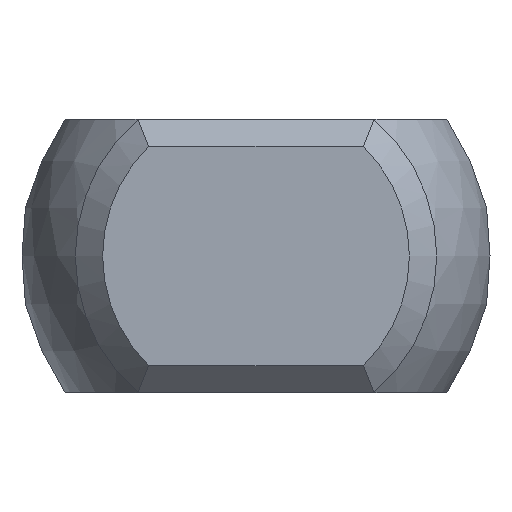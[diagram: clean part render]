
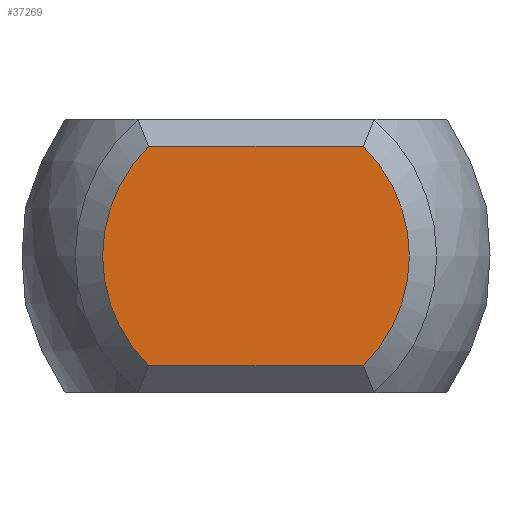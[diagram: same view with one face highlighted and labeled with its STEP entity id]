
A CAD part, left-side view. The second image highlights one B-rep face of the part: STEP entity #37269.
In plain terms, the highlighted planar face has unit normal (-1, 0, 0).
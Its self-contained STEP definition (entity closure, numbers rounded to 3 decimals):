
#35658 = PLANE('',#35659);
#35659 = AXIS2_PLACEMENT_3D('',#35660,#35661,#35662);
#35660 = CARTESIAN_POINT('',(-24.75,3.125,2.25));
#35661 = DIRECTION('',(-0.707,0.,0.707));
#35662 = DIRECTION('',(0.707,0.,0.707));
#36913 = EDGE_CURVE('',#36914,#36916,#36918,.T.);
#36914 = VERTEX_POINT('',#36915);
#36915 = CARTESIAN_POINT('',(-25.,-1.96,-2.));
#36916 = VERTEX_POINT('',#36917);
#36917 = CARTESIAN_POINT('',(-25.,1.96,-2.));
#36918 = SURFACE_CURVE('',#36919,(#36923,#36935),.PCURVE_S1.);
#36919 = LINE('',#36920,#36921);
#36920 = CARTESIAN_POINT('',(-25.,-3.125,-2.));
#36921 = VECTOR('',#36922,1.);
#36922 = DIRECTION('',(0.,1.,0.));
#36923 = PCURVE('',#36924,#36929);
#36924 = PLANE('',#36925);
#36925 = AXIS2_PLACEMENT_3D('',#36926,#36927,#36928);
#36926 = CARTESIAN_POINT('',(-24.75,-3.125,-2.25));
#36927 = DIRECTION('',(-0.707,0.,
    -0.707));
#36928 = DIRECTION('',(-0.707,0.,0.707));
#36929 = DEFINITIONAL_REPRESENTATION('',(#36930),#36934);
#36930 = LINE('',#36931,#36932);
#36931 = CARTESIAN_POINT('',(0.354,0.));
#36932 = VECTOR('',#36933,1.);
#36933 = DIRECTION('',(0.,1.));
#36934 = ( GEOMETRIC_REPRESENTATION_CONTEXT(2) 
PARAMETRIC_REPRESENTATION_CONTEXT() REPRESENTATION_CONTEXT('2D SPACE',''
  ) );
#36935 = PCURVE('',#36936,#36941);
#36936 = PLANE('',#36937);
#36937 = AXIS2_PLACEMENT_3D('',#36938,#36939,#36940);
#36938 = CARTESIAN_POINT('',(-25.,0.,0.));
#36939 = DIRECTION('',(1.,0.,0.));
#36940 = DIRECTION('',(0.,0.,-1.));
#36941 = DEFINITIONAL_REPRESENTATION('',(#36942),#36946);
#36942 = LINE('',#36943,#36944);
#36943 = CARTESIAN_POINT('',(2.,-3.125));
#36944 = VECTOR('',#36945,1.);
#36945 = DIRECTION('',(0.,1.));
#36946 = ( GEOMETRIC_REPRESENTATION_CONTEXT(2) 
PARAMETRIC_REPRESENTATION_CONTEXT() REPRESENTATION_CONTEXT('2D SPACE',''
  ) );
#36966 = CONICAL_SURFACE('',#36967,3.05,0.785);
#36967 = AXIS2_PLACEMENT_3D('',#36968,#36969,#36970);
#36968 = CARTESIAN_POINT('',(-24.75,0.,0.));
#36969 = DIRECTION('',(1.,0.,0.));
#36970 = DIRECTION('',(-0.,1.,0.));
#37016 = CONICAL_SURFACE('',#37017,3.05,0.785);
#37017 = AXIS2_PLACEMENT_3D('',#37018,#37019,#37020);
#37018 = CARTESIAN_POINT('',(-24.75,0.,0.));
#37019 = DIRECTION('',(1.,0.,0.));
#37020 = DIRECTION('',(0.,-1.,0.));
#37030 = EDGE_CURVE('',#37031,#37033,#37035,.T.);
#37031 = VERTEX_POINT('',#37032);
#37032 = CARTESIAN_POINT('',(-25.,1.96,2.));
#37033 = VERTEX_POINT('',#37034);
#37034 = CARTESIAN_POINT('',(-25.,-1.96,2.));
#37035 = SURFACE_CURVE('',#37036,(#37040,#37047),.PCURVE_S1.);
#37036 = LINE('',#37037,#37038);
#37037 = CARTESIAN_POINT('',(-25.,3.125,2.));
#37038 = VECTOR('',#37039,1.);
#37039 = DIRECTION('',(0.,-1.,0.));
#37040 = PCURVE('',#35658,#37041);
#37041 = DEFINITIONAL_REPRESENTATION('',(#37042),#37046);
#37042 = LINE('',#37043,#37044);
#37043 = CARTESIAN_POINT('',(-0.354,0.));
#37044 = VECTOR('',#37045,1.);
#37045 = DIRECTION('',(0.,-1.));
#37046 = ( GEOMETRIC_REPRESENTATION_CONTEXT(2) 
PARAMETRIC_REPRESENTATION_CONTEXT() REPRESENTATION_CONTEXT('2D SPACE',''
  ) );
#37047 = PCURVE('',#36936,#37048);
#37048 = DEFINITIONAL_REPRESENTATION('',(#37049),#37053);
#37049 = LINE('',#37050,#37051);
#37050 = CARTESIAN_POINT('',(-2.,3.125));
#37051 = VECTOR('',#37052,1.);
#37052 = DIRECTION('',(0.,-1.));
#37053 = ( GEOMETRIC_REPRESENTATION_CONTEXT(2) 
PARAMETRIC_REPRESENTATION_CONTEXT() REPRESENTATION_CONTEXT('2D SPACE',''
  ) );
#37126 = EDGE_CURVE('',#37033,#36914,#37127,.T.);
#37127 = SURFACE_CURVE('',#37128,(#37133,#37140),.PCURVE_S1.);
#37128 = CIRCLE('',#37129,2.8);
#37129 = AXIS2_PLACEMENT_3D('',#37130,#37131,#37132);
#37130 = CARTESIAN_POINT('',(-25.,0.,0.));
#37131 = DIRECTION('',(1.,0.,0.));
#37132 = DIRECTION('',(0.,-1.,0.));
#37133 = PCURVE('',#37016,#37134);
#37134 = DEFINITIONAL_REPRESENTATION('',(#37135),#37139);
#37135 = LINE('',#37136,#37137);
#37136 = CARTESIAN_POINT('',(-6.283,-0.25));
#37137 = VECTOR('',#37138,1.);
#37138 = DIRECTION('',(1.,0.));
#37139 = ( GEOMETRIC_REPRESENTATION_CONTEXT(2) 
PARAMETRIC_REPRESENTATION_CONTEXT() REPRESENTATION_CONTEXT('2D SPACE',''
  ) );
#37140 = PCURVE('',#36936,#37141);
#37141 = DEFINITIONAL_REPRESENTATION('',(#37142),#37146);
#37142 = CIRCLE('',#37143,2.8);
#37143 = AXIS2_PLACEMENT_2D('',#37144,#37145);
#37144 = CARTESIAN_POINT('',(0.,0.));
#37145 = DIRECTION('',(0.,-1.));
#37146 = ( GEOMETRIC_REPRESENTATION_CONTEXT(2) 
PARAMETRIC_REPRESENTATION_CONTEXT() REPRESENTATION_CONTEXT('2D SPACE',''
  ) );
#37152 = EDGE_CURVE('',#36916,#37031,#37153,.T.);
#37153 = SURFACE_CURVE('',#37154,(#37159,#37166),.PCURVE_S1.);
#37154 = CIRCLE('',#37155,2.8);
#37155 = AXIS2_PLACEMENT_3D('',#37156,#37157,#37158);
#37156 = CARTESIAN_POINT('',(-25.,0.,0.));
#37157 = DIRECTION('',(1.,0.,0.));
#37158 = DIRECTION('',(-0.,1.,0.));
#37159 = PCURVE('',#36966,#37160);
#37160 = DEFINITIONAL_REPRESENTATION('',(#37161),#37165);
#37161 = LINE('',#37162,#37163);
#37162 = CARTESIAN_POINT('',(0.,-0.25));
#37163 = VECTOR('',#37164,1.);
#37164 = DIRECTION('',(1.,0.));
#37165 = ( GEOMETRIC_REPRESENTATION_CONTEXT(2) 
PARAMETRIC_REPRESENTATION_CONTEXT() REPRESENTATION_CONTEXT('2D SPACE',''
  ) );
#37166 = PCURVE('',#36936,#37167);
#37167 = DEFINITIONAL_REPRESENTATION('',(#37168),#37172);
#37168 = CIRCLE('',#37169,2.8);
#37169 = AXIS2_PLACEMENT_2D('',#37170,#37171);
#37170 = CARTESIAN_POINT('',(0.,0.));
#37171 = DIRECTION('',(0.,1.));
#37172 = ( GEOMETRIC_REPRESENTATION_CONTEXT(2) 
PARAMETRIC_REPRESENTATION_CONTEXT() REPRESENTATION_CONTEXT('2D SPACE',''
  ) );
#37269 = ADVANCED_FACE('',(#37270),#36936,.F.);
#37270 = FACE_BOUND('',#37271,.T.);
#37271 = EDGE_LOOP('',(#37272,#37273,#37274,#37275));
#37272 = ORIENTED_EDGE('',*,*,#37030,.F.);
#37273 = ORIENTED_EDGE('',*,*,#37152,.F.);
#37274 = ORIENTED_EDGE('',*,*,#36913,.F.);
#37275 = ORIENTED_EDGE('',*,*,#37126,.F.);
